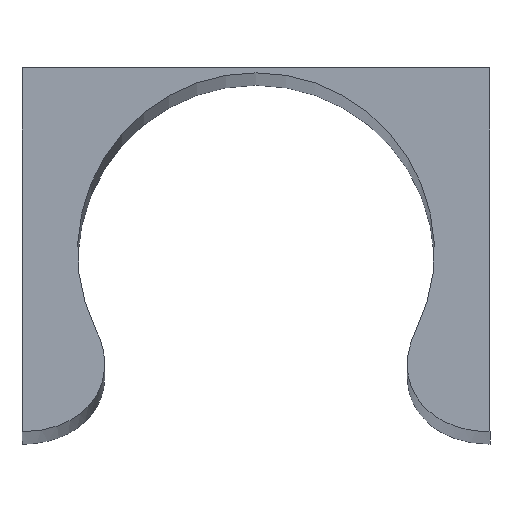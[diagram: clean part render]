
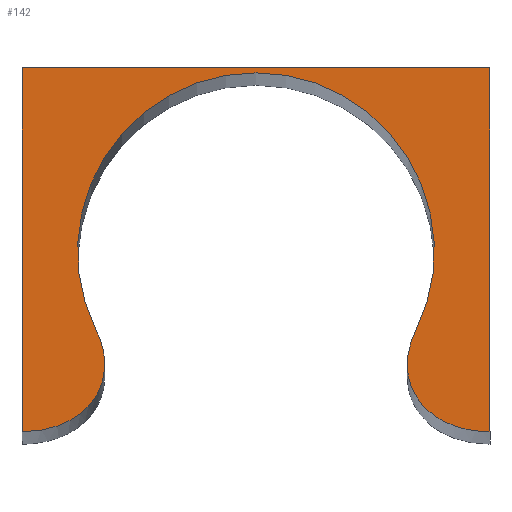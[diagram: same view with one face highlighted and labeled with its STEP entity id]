
A CAD part, top view. The second image highlights one B-rep face of the part: STEP entity #142.
In plain terms, the highlighted planar face has unit normal (0, 0, 1).
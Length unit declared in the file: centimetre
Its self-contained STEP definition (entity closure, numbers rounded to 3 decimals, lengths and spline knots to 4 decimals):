
#25=FACE_OUTER_BOUND('',#33,.T.);
#33=EDGE_LOOP('',(#124,#125,#126,#127,#128,#129));
#35=CIRCLE('',#166,0.0025);
#40=LINE('',#225,#52);
#42=LINE('',#229,#54);
#44=LINE('',#233,#56);
#52=VECTOR('',#185,1.);
#54=VECTOR('',#189,1.);
#56=VECTOR('',#193,1.);
#62=ELLIPSE('',#164,0.0015,0.0011);
#63=ELLIPSE('',#167,0.0015,0.0011);
#70=VERTEX_POINT('',#222);
#71=VERTEX_POINT('',#224);
#72=VERTEX_POINT('',#228);
#73=VERTEX_POINT('',#232);
#74=VERTEX_POINT('',#245);
#75=VERTEX_POINT('',#249);
#83=EDGE_CURVE('',#71,#70,#40,.T.);
#85=EDGE_CURVE('',#72,#71,#42,.T.);
#87=EDGE_CURVE('',#73,#72,#44,.T.);
#89=EDGE_CURVE('',#74,#73,#62,.T.);
#91=EDGE_CURVE('',#75,#74,#35,.T.);
#93=EDGE_CURVE('',#70,#75,#63,.T.);
#124=ORIENTED_EDGE('',*,*,#93,.T.);
#125=ORIENTED_EDGE('',*,*,#91,.T.);
#126=ORIENTED_EDGE('',*,*,#89,.T.);
#127=ORIENTED_EDGE('',*,*,#87,.T.);
#128=ORIENTED_EDGE('',*,*,#85,.T.);
#129=ORIENTED_EDGE('',*,*,#83,.T.);
#134=PLANE('',#168);
#142=ADVANCED_FACE('',(#25),#134,.T.);
#164=AXIS2_PLACEMENT_3D('',#246,#195,#196);
#166=AXIS2_PLACEMENT_3D('',#250,#200,#201);
#167=AXIS2_PLACEMENT_3D('',#262,#203,#204);
#168=AXIS2_PLACEMENT_3D('',#263,#205,#206);
#185=DIRECTION('',(0.,-1.,0.));
#189=DIRECTION('',(-1.,0.,0.));
#193=DIRECTION('',(0.,1.,0.));
#195=DIRECTION('center_axis',(0.,0.,1.));
#196=DIRECTION('ref_axis',(-0.929,-0.369,0.));
#200=DIRECTION('center_axis',(0.,0.,-1.));
#201=DIRECTION('ref_axis',(1.,0.,0.));
#203=DIRECTION('center_axis',(0.,0.,1.));
#204=DIRECTION('ref_axis',(0.929,-0.369,0.));
#205=DIRECTION('center_axis',(0.,0.,1.));
#206=DIRECTION('ref_axis',(1.,0.,0.));
#222=CARTESIAN_POINT('',(-0.0033,-0.0025,0.05));
#224=CARTESIAN_POINT('',(-0.0033,0.0026,0.05));
#225=CARTESIAN_POINT('',(-0.0033,-0.0025,0.05));
#228=CARTESIAN_POINT('',(0.0033,0.0026,0.05));
#229=CARTESIAN_POINT('',(-0.0033,0.0026,0.05));
#232=CARTESIAN_POINT('',(0.0033,-0.0025,0.05));
#233=CARTESIAN_POINT('',(0.0033,0.0026,0.05));
#245=CARTESIAN_POINT('',(0.0022,-0.0011,0.05));
#246=CARTESIAN_POINT('Origin',(0.0036,-0.0014,
0.05));
#249=CARTESIAN_POINT('',(-0.0022,-0.0011,0.05));
#250=CARTESIAN_POINT('Origin',(0.,0.,0.05));
#262=CARTESIAN_POINT('Origin',(-0.0036,-0.0014,
0.05));
#263=CARTESIAN_POINT('Origin',(0.,0.,
0.05));
